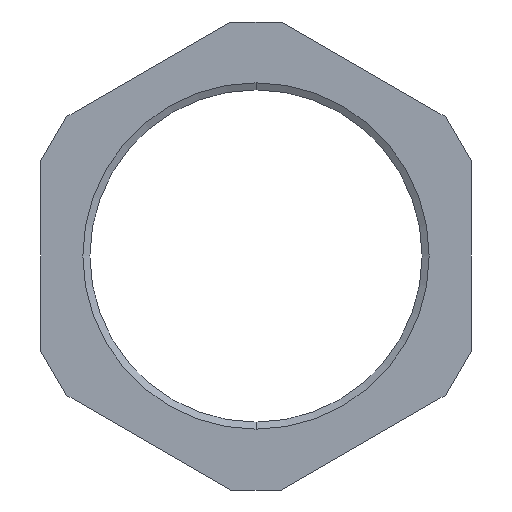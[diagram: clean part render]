
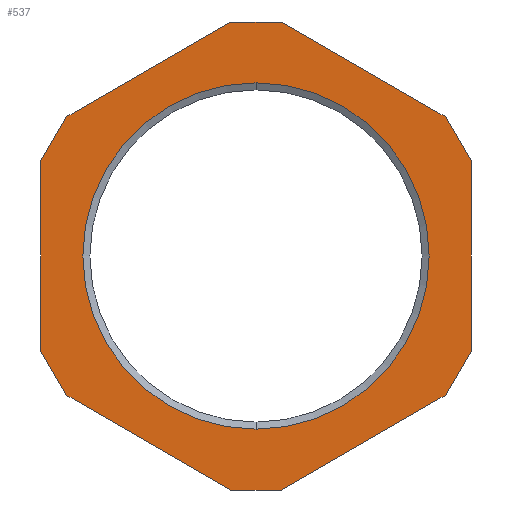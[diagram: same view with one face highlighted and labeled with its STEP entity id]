
A CAD part, front view. The second image highlights one B-rep face of the part: STEP entity #537.
In plain terms, the highlighted planar face has unit normal (0, -1, 0).
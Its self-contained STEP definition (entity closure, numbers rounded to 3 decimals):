
#5 = DIRECTION ( 'NONE',  ( 0., 1., 0. ) ) ;
#7 = DIRECTION ( 'NONE',  ( 0., 0., -1. ) ) ;
#15 = VERTEX_POINT ( 'NONE', #574 ) ;
#26 = VERTEX_POINT ( 'NONE', #632 ) ;
#27 = VERTEX_POINT ( 'NONE', #618 ) ;
#37 = ORIENTED_EDGE ( 'NONE', *, *, #274, .F. ) ;
#44 = DIRECTION ( 'NONE',  ( -0.866, 0., 0.5 ) ) ;
#50 = AXIS2_PLACEMENT_3D ( 'NONE', #116, #5, #218 ) ;
#56 = DIRECTION ( 'NONE',  ( 0.5, 0., 0.866 ) ) ;
#67 = DIRECTION ( 'NONE',  ( 1., 0., 0. ) ) ;
#69 = ORIENTED_EDGE ( 'NONE', *, *, #329, .F. ) ;
#72 = ORIENTED_EDGE ( 'NONE', *, *, #530, .F. ) ;
#73 = VERTEX_POINT ( 'NONE', #186 ) ;
#77 = LINE ( 'NONE', #100, #261 ) ;
#97 = ORIENTED_EDGE ( 'NONE', *, *, #358, .F. ) ;
#100 = CARTESIAN_POINT ( 'NONE',  ( 23., 0., -13.279 ) ) ;
#103 = ORIENTED_EDGE ( 'NONE', *, *, #376, .F. ) ;
#109 = AXIS2_PLACEMENT_3D ( 'NONE', #594, #559, #563 ) ;
#116 = CARTESIAN_POINT ( 'NONE',  ( 0., 0., 0. ) ) ;
#117 = CIRCLE ( 'NONE', #184, 18.5 ) ;
#118 = LINE ( 'NONE', #344, #591 ) ;
#120 = EDGE_LOOP ( 'NONE', ( #405, #37 ) ) ;
#126 = VERTEX_POINT ( 'NONE', #544 ) ;
#130 = CARTESIAN_POINT ( 'NONE',  ( -23., 0., 13.279 ) ) ;
#131 = CARTESIAN_POINT ( 'NONE',  ( 20.301, 0., 14.837 ) ) ;
#135 = CARTESIAN_POINT ( 'NONE',  ( -14.434, 0., -25. ) ) ;
#137 = VECTOR ( 'NONE', #483, 1000. ) ;
#143 = ORIENTED_EDGE ( 'NONE', *, *, #512, .F. ) ;
#146 = LINE ( 'NONE', #217, #451 ) ;
#147 = LINE ( 'NONE', #517, #423 ) ;
#162 = DIRECTION ( 'NONE',  ( -1., 0., 0. ) ) ;
#163 = ORIENTED_EDGE ( 'NONE', *, *, #345, .F. ) ;
#182 = VERTEX_POINT ( 'NONE', #506 ) ;
#183 = CARTESIAN_POINT ( 'NONE',  ( 14.434, 0., -25. ) ) ;
#184 = AXIS2_PLACEMENT_3D ( 'NONE', #454, #291, #7 ) ;
#186 = CARTESIAN_POINT ( 'NONE',  ( 23., 0., -10.163 ) ) ;
#187 = VERTEX_POINT ( 'NONE', #536 ) ;
#199 = DIRECTION ( 'NONE',  ( 0., 0., 1. ) ) ;
#217 = CARTESIAN_POINT ( 'NONE',  ( -28.868, 0., 0. ) ) ;
#218 = DIRECTION ( 'NONE',  ( 0., 0., 1. ) ) ;
#227 = ORIENTED_EDGE ( 'NONE', *, *, #518, .F. ) ;
#230 = ORIENTED_EDGE ( 'NONE', *, *, #551, .F. ) ;
#231 = EDGE_LOOP ( 'NONE', ( #97, #230, #143, #259, #234, #434, #69, #72, #163, #227, #436, #103 ) ) ;
#234 = ORIENTED_EDGE ( 'NONE', *, *, #541, .F. ) ;
#236 = CARTESIAN_POINT ( 'NONE',  ( -23., 0., -13.279 ) ) ;
#242 = DIRECTION ( 'NONE',  ( 0.866, 0., -0.5 ) ) ;
#248 = VERTEX_POINT ( 'NONE', #614 ) ;
#249 = LINE ( 'NONE', #535, #616 ) ;
#259 = ORIENTED_EDGE ( 'NONE', *, *, #314, .F. ) ;
#261 = VECTOR ( 'NONE', #449, 1000. ) ;
#262 = VECTOR ( 'NONE', #199, 1000. ) ;
#263 = DIRECTION ( 'NONE',  ( 0.866, 0., 0.5 ) ) ;
#269 = VERTEX_POINT ( 'NONE', #131 ) ;
#274 = EDGE_CURVE ( 'NONE', #187, #395, #117, .T. ) ;
#285 = LINE ( 'NONE', #378, #137 ) ;
#286 = LINE ( 'NONE', #183, #360 ) ;
#291 = DIRECTION ( 'NONE',  ( 0., -1., 0. ) ) ;
#303 = VECTOR ( 'NONE', #583, 1000. ) ;
#311 = EDGE_CURVE ( 'NONE', #332, #26, #146, .T. ) ;
#314 = EDGE_CURVE ( 'NONE', #374, #15, #77, .T. ) ;
#318 = VECTOR ( 'NONE', #571, 1000. ) ;
#322 = DIRECTION ( 'NONE',  ( 0., 0., -1. ) ) ;
#329 = EDGE_CURVE ( 'NONE', #269, #27, #285, .T. ) ;
#332 = VERTEX_POINT ( 'NONE', #572 ) ;
#337 = CARTESIAN_POINT ( 'NONE',  ( -20.301, 0., -14.837 ) ) ;
#344 = CARTESIAN_POINT ( 'NONE',  ( -14.434, 0., 25. ) ) ;
#345 = EDGE_CURVE ( 'NONE', #126, #403, #118, .T. ) ;
#352 = VERTEX_POINT ( 'NONE', #337 ) ;
#357 = VECTOR ( 'NONE', #242, 1000. ) ;
#358 = EDGE_CURVE ( 'NONE', #352, #182, #533, .T. ) ;
#360 = VECTOR ( 'NONE', #162, 1000. ) ;
#361 = LINE ( 'NONE', #621, #357 ) ;
#365 = CARTESIAN_POINT ( 'NONE',  ( 0., 0., -18.5 ) ) ;
#374 = VERTEX_POINT ( 'NONE', #564 ) ;
#375 = EDGE_CURVE ( 'NONE', #27, #73, #147, .T. ) ;
#376 = EDGE_CURVE ( 'NONE', #182, #332, #639, .T. ) ;
#378 = CARTESIAN_POINT ( 'NONE',  ( 14.434, 0., 25. ) ) ;
#395 = VERTEX_POINT ( 'NONE', #365 ) ;
#403 = VERTEX_POINT ( 'NONE', #427 ) ;
#405 = ORIENTED_EDGE ( 'NONE', *, *, #476, .F. ) ;
#423 = VECTOR ( 'NONE', #322, 1000. ) ;
#427 = CARTESIAN_POINT ( 'NONE',  ( 2.699, 0., 25. ) ) ;
#434 = ORIENTED_EDGE ( 'NONE', *, *, #375, .F. ) ;
#436 = ORIENTED_EDGE ( 'NONE', *, *, #311, .F. ) ;
#449 = DIRECTION ( 'NONE',  ( -0.866, 0., -0.5 ) ) ;
#451 = VECTOR ( 'NONE', #56, 1000. ) ;
#454 = CARTESIAN_POINT ( 'NONE',  ( 0., 0., 0. ) ) ;
#476 = EDGE_CURVE ( 'NONE', #395, #187, #620, .T. ) ;
#483 = DIRECTION ( 'NONE',  ( 0.5, 0., -0.866 ) ) ;
#488 = FACE_OUTER_BOUND ( 'NONE', #231, .T. ) ;
#506 = CARTESIAN_POINT ( 'NONE',  ( -23., 0., -10.163 ) ) ;
#512 = EDGE_CURVE ( 'NONE', #15, #248, #286, .T. ) ;
#514 = VECTOR ( 'NONE', #263, 1000. ) ;
#517 = CARTESIAN_POINT ( 'NONE',  ( 23., 0., 13.279 ) ) ;
#518 = EDGE_CURVE ( 'NONE', #26, #126, #615, .T. ) ;
#530 = EDGE_CURVE ( 'NONE', #403, #269, #361, .T. ) ;
#533 = LINE ( 'NONE', #135, #318 ) ;
#535 = CARTESIAN_POINT ( 'NONE',  ( 0., 0., -26.558 ) ) ;
#536 = CARTESIAN_POINT ( 'NONE',  ( 0., 0., 18.5 ) ) ;
#537 = ADVANCED_FACE ( 'NONE', ( #543, #488 ), #608, .F. ) ;
#541 = EDGE_CURVE ( 'NONE', #73, #374, #579, .T. ) ;
#543 = FACE_BOUND ( 'NONE', #120, .T. ) ;
#544 = CARTESIAN_POINT ( 'NONE',  ( -2.699, 0., 25. ) ) ;
#551 = EDGE_CURVE ( 'NONE', #248, #352, #249, .T. ) ;
#559 = DIRECTION ( 'NONE',  ( 0., -1., 0. ) ) ;
#563 = DIRECTION ( 'NONE',  ( 0., 0., -1. ) ) ;
#564 = CARTESIAN_POINT ( 'NONE',  ( 20.301, 0., -14.837 ) ) ;
#571 = DIRECTION ( 'NONE',  ( -0.5, 0., 0.866 ) ) ;
#572 = CARTESIAN_POINT ( 'NONE',  ( -23., 0., 10.163 ) ) ;
#574 = CARTESIAN_POINT ( 'NONE',  ( 2.699, 0., -25. ) ) ;
#579 = LINE ( 'NONE', #597, #303 ) ;
#583 = DIRECTION ( 'NONE',  ( -0.5, 0., -0.866 ) ) ;
#591 = VECTOR ( 'NONE', #67, 1000. ) ;
#594 = CARTESIAN_POINT ( 'NONE',  ( 0., 0., 0. ) ) ;
#597 = CARTESIAN_POINT ( 'NONE',  ( 28.868, 0., 0. ) ) ;
#608 = PLANE ( 'NONE',  #50 ) ;
#614 = CARTESIAN_POINT ( 'NONE',  ( -2.699, 0., -25. ) ) ;
#615 = LINE ( 'NONE', #130, #514 ) ;
#616 = VECTOR ( 'NONE', #44, 1000. ) ;
#618 = CARTESIAN_POINT ( 'NONE',  ( 23., 0., 10.163 ) ) ;
#620 = CIRCLE ( 'NONE', #109, 18.5 ) ;
#621 = CARTESIAN_POINT ( 'NONE',  ( 0., 0., 26.558 ) ) ;
#632 = CARTESIAN_POINT ( 'NONE',  ( -20.301, 0., 14.837 ) ) ;
#639 = LINE ( 'NONE', #236, #262 ) ;
